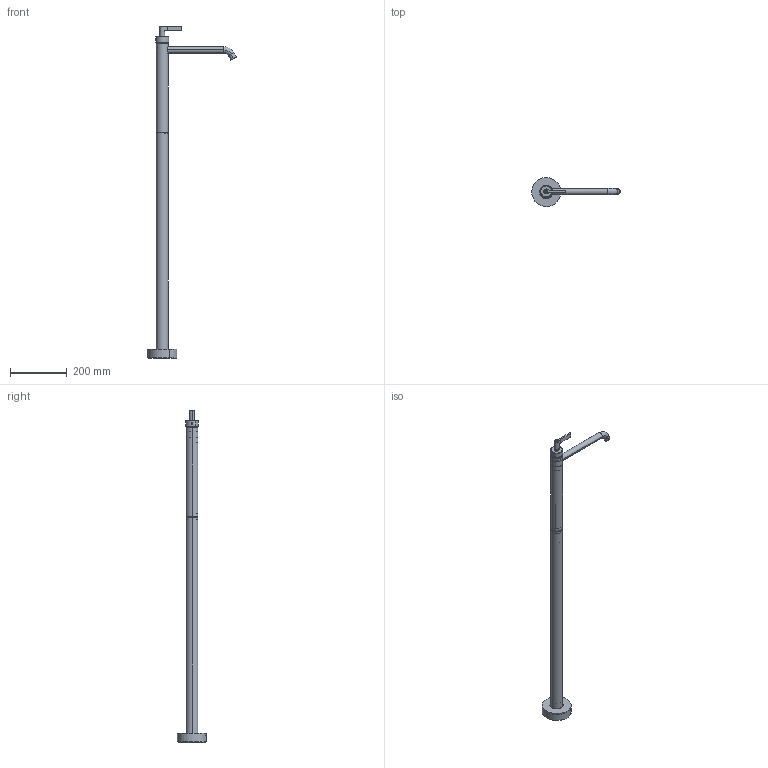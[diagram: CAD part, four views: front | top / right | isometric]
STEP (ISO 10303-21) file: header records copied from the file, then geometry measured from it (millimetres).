
FILE_DESCRIPTION(('CATIA V5 STEP Exchange','CAx-IF Rec.Pracs.--- Model Styling and Organization---1.5--- 2016-08-15','CAx-IF Rec.Pracs.---Supplemental Geometry---1.0---2011-11-01','CAx-IF Rec.Pracs.--- Composite Materials ---3.4---2017-06-13','CAx-IF Rec.Pracs.---Tessellated 3D Geometry---1.0---2015-12-17'),'2;1');
FILE_NAME('GC014510.stp','2022-09-19T08:06:15+00:00',('none'),('none'),'CATIA Version 5-6 Release 2020 SP2','CATIA V5 STEP AP242 v2','none');
FILE_SCHEMA(('AP242_MANAGED_MODEL_BASED_3D_ENGINEERING_MIM_LF {1 0 10303 442 1 1 4}'));
Length unit declared in the file: millimetre
Products named in the file (1): Product2_AllCATPart
Bounding box: 310.51 x 101.97 x 1165.05 mm (x, y, z)
Volume: 528903.9 mm3; surface area: 353708.4 mm2
Topology: 8 solids, 8 shells, 593 faces, 1557 edges, 1002 vertices
Faces by surface type: plane 250, cylinder 177, cone 75, extrusion 52, torus 27, bspline 8, sphere 4
Entity records: 17894 total; most frequent: CARTESIAN_POINT 4934, ORIENTED_EDGE 3106, DIRECTION 1859, EDGE_CURVE 1553, VERTEX_POINT 1002, AXIS2_PLACEMENT_3D 876, VECTOR 676, EDGE_LOOP 637
